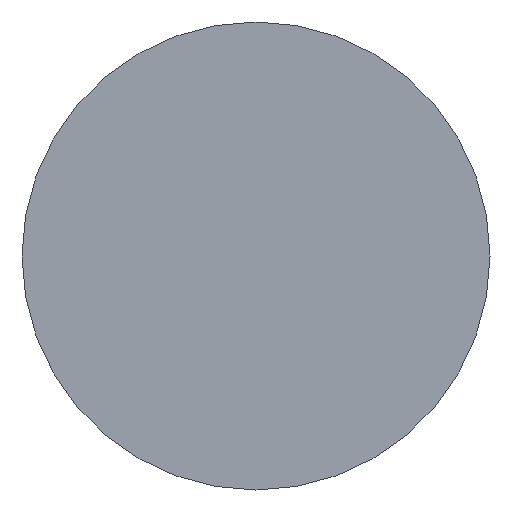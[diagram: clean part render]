
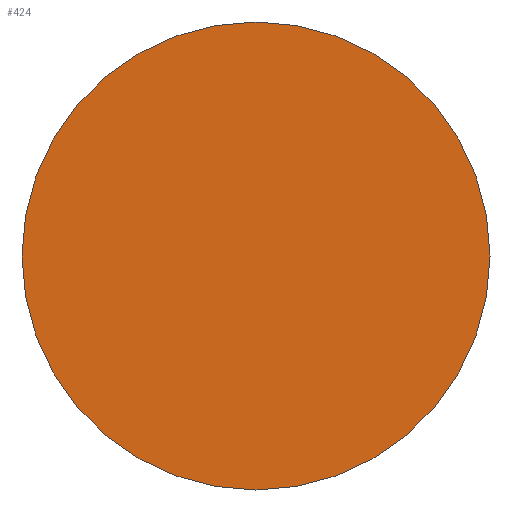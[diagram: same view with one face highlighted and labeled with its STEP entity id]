
A CAD part, left-side view. The second image highlights one B-rep face of the part: STEP entity #424.
In plain terms, the highlighted planar face has unit normal (-1, 0, 0).
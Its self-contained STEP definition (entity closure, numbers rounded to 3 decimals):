
#15 = CARTESIAN_POINT ( 'NONE',  ( 0., 0., 3.5 ) ) ;
#50 = CIRCLE ( 'NONE', #73, 3.5 ) ;
#62 = PLANE ( 'NONE',  #452 ) ;
#73 = AXIS2_PLACEMENT_3D ( 'NONE', #119, #407, #283 ) ;
#76 = DIRECTION ( 'NONE',  ( 0., 0., 1. ) ) ;
#119 = CARTESIAN_POINT ( 'NONE',  ( 0., 0., 0. ) ) ;
#126 = ORIENTED_EDGE ( 'NONE', *, *, #137, .T. ) ;
#137 = EDGE_CURVE ( 'NONE', #200, #265, #50, .T. ) ;
#154 = DIRECTION ( 'NONE',  ( -1., 0., 0. ) ) ;
#159 = AXIS2_PLACEMENT_3D ( 'NONE', #291, #329, #76 ) ;
#163 = EDGE_CURVE ( 'NONE', #265, #200, #305, .T. ) ;
#200 = VERTEX_POINT ( 'NONE', #371 ) ;
#265 = VERTEX_POINT ( 'NONE', #15 ) ;
#283 = DIRECTION ( 'NONE',  ( 0., 0., 1. ) ) ;
#291 = CARTESIAN_POINT ( 'NONE',  ( 0., 0., 0. ) ) ;
#305 = CIRCLE ( 'NONE', #159, 3.5 ) ;
#329 = DIRECTION ( 'NONE',  ( -1., 0., 0. ) ) ;
#371 = CARTESIAN_POINT ( 'NONE',  ( 0., 0., -3.5 ) ) ;
#400 = CARTESIAN_POINT ( 'NONE',  ( 0., 0., 0. ) ) ;
#407 = DIRECTION ( 'NONE',  ( -1., 0., 0. ) ) ;
#421 = ORIENTED_EDGE ( 'NONE', *, *, #163, .T. ) ;
#424 = ADVANCED_FACE ( 'NONE', ( #427 ), #62, .T. ) ;
#427 = FACE_OUTER_BOUND ( 'NONE', #499, .T. ) ;
#439 = DIRECTION ( 'NONE',  ( 0., 0., 1. ) ) ;
#452 = AXIS2_PLACEMENT_3D ( 'NONE', #400, #154, #439 ) ;
#499 = EDGE_LOOP ( 'NONE', ( #421, #126 ) ) ;
